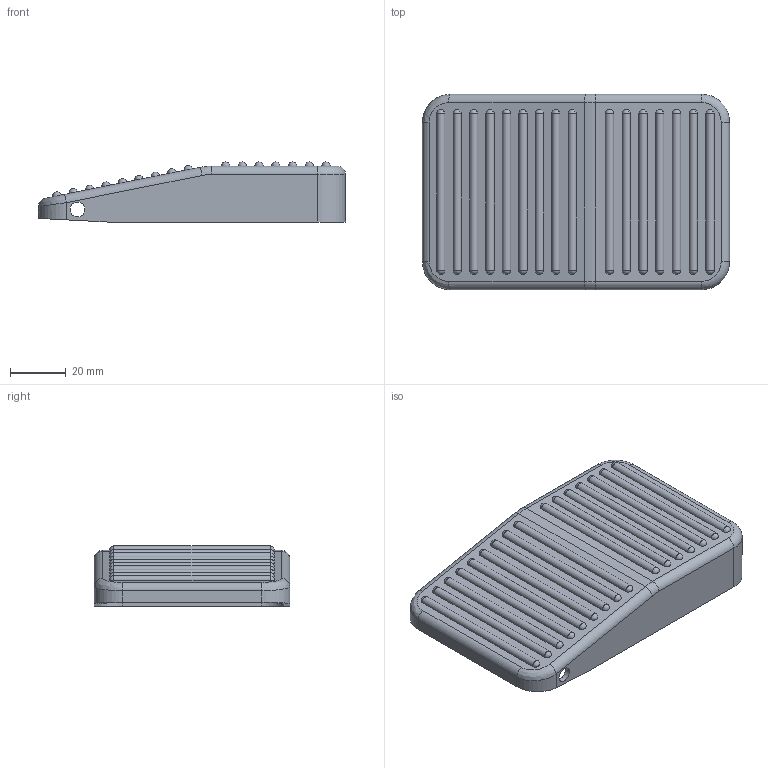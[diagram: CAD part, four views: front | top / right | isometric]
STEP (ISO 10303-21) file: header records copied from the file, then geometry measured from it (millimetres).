
FILE_DESCRIPTION(/* description */ ('','CAx-IF Rec.Pracs.---Representation and Presentation of Product Manufacturing Information (PMI)---4.0---2014-10-13'),/* implementation_level */ '2;1');
FILE_NAME(/* name */ '1.step',/* time_stamp */ '2025-02-11T17:57:38+08:00',/* author */ (''),/* organization */ (''),/* preprocessor_version */ 'ST-DEVELOPER v20',/* originating_system */ 'Autodesk Translation Framework v13.20.0.188',/* authorisation */ '');
FILE_SCHEMA (('AP242_MANAGED_MODEL_BASED_3D_ENGINEERING_MIM_LF { 1 0 10303 442 1 1 4 }'));
Length unit declared in the file: millimetre
Products named in the file (1): 上板
Bounding box: 110 x 70 x 21.5 mm (x, y, z)
Volume: 27365.7 mm3; surface area: 26568.5 mm2
Topology: 1 solids, 1 shells, 89 faces, 243 edges, 158 vertices
Faces by surface type: cylinder 34, sphere 32, plane 16, torus 5, bspline 2
Full cylindrical faces by diameter (mm): 5.3 x2, 18 x1
Entity records: 2895 total; most frequent: DIRECTION 544, CARTESIAN_POINT 533, ORIENTED_EDGE 454, AXIS2_PLACEMENT_3D 229, EDGE_CURVE 227, VERTEX_POINT 158, CIRCLE 131, EDGE_LOOP 111
